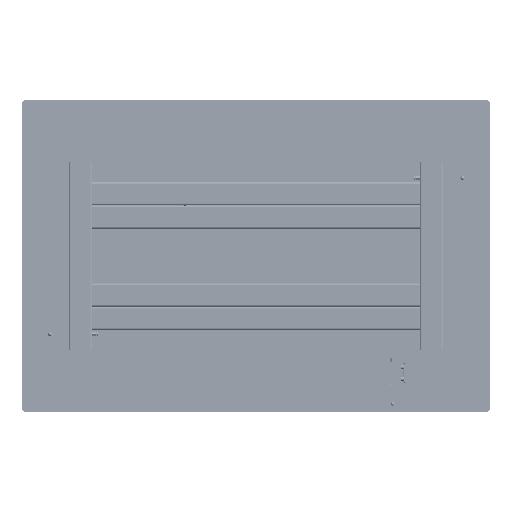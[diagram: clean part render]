
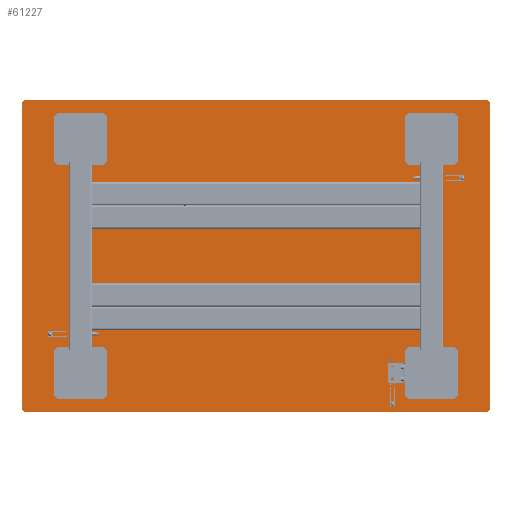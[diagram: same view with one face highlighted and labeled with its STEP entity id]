
A CAD part, front view. The second image highlights one B-rep face of the part: STEP entity #61227.
In plain terms, the highlighted planar face has unit normal (0, -1, 0).
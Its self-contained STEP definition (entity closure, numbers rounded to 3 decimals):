
#1164 = VERTEX_POINT ( 'NONE', #113309 ) ;
#1648 = AXIS2_PLACEMENT_3D ( 'NONE', #100538, #57155, #69868 ) ;
#3538 = CIRCLE ( 'NONE', #86791, 11. ) ;
#5854 = ORIENTED_EDGE ( 'NONE', *, *, #105462, .F. ) ;
#10344 = VECTOR ( 'NONE', #92342, 1000. ) ;
#11233 = DIRECTION ( 'NONE',  ( -1., 0., 0. ) ) ;
#16023 = ORIENTED_EDGE ( 'NONE', *, *, #60626, .F. ) ;
#21341 = CIRCLE ( 'NONE', #1648, 11. ) ;
#30519 = VERTEX_POINT ( 'NONE', #79852 ) ;
#31334 = DIRECTION ( 'NONE',  ( -1., 0., 0. ) ) ;
#33805 = CARTESIAN_POINT ( 'NONE',  ( 597.017, 300.967, 481.635 ) ) ;
#35075 = VERTEX_POINT ( 'NONE', #88958 ) ;
#36141 = CARTESIAN_POINT ( 'NONE',  ( 586.017, 300.967, 1270.635 ) ) ;
#38480 = LINE ( 'NONE', #46892, #41681 ) ;
#38827 = CARTESIAN_POINT ( 'NONE',  ( 586.017, 300.967, 1259.635 ) ) ;
#39408 = VECTOR ( 'NONE', #121404, 1000. ) ;
#39605 = EDGE_CURVE ( 'NONE', #117338, #127905, #38480, .T. ) ;
#41253 = DIRECTION ( 'NONE',  ( 0., 1., 0. ) ) ;
#41681 = VECTOR ( 'NONE', #111448, 1000. ) ;
#41722 = CARTESIAN_POINT ( 'NONE',  ( 586.017, 300.967, 481.635 ) ) ;
#42665 = AXIS2_PLACEMENT_3D ( 'NONE', #65623, #87757, #107581 ) ;
#43713 = EDGE_CURVE ( 'NONE', #35075, #104181, #67786, .T. ) ;
#45095 = LINE ( 'NONE', #74962, #55201 ) ;
#45217 = CIRCLE ( 'NONE', #50598, 11. ) ;
#46892 = CARTESIAN_POINT ( 'NONE',  ( -591.983, 300.967, 1270.635 ) ) ;
#47822 = FACE_OUTER_BOUND ( 'NONE', #103942, .T. ) ;
#48037 = AXIS2_PLACEMENT_3D ( 'NONE', #38827, #59562, #125553 ) ;
#48743 = ORIENTED_EDGE ( 'NONE', *, *, #43713, .F. ) ;
#49434 = CARTESIAN_POINT ( 'NONE',  ( 597.017, 300.967, 1259.635 ) ) ;
#50598 = AXIS2_PLACEMENT_3D ( 'NONE', #121568, #109800, #120663 ) ;
#51864 = CARTESIAN_POINT ( 'NONE',  ( -591.983, 300.967, 470.635 ) ) ;
#54124 = ORIENTED_EDGE ( 'NONE', *, *, #133304, .F. ) ;
#55201 = VECTOR ( 'NONE', #11233, 1000. ) ;
#55858 = EDGE_CURVE ( 'NONE', #119757, #122511, #45217, .T. ) ;
#57155 = DIRECTION ( 'NONE',  ( 0., 1., 0. ) ) ;
#59562 = DIRECTION ( 'NONE',  ( 0., 1., 0. ) ) ;
#60626 = EDGE_CURVE ( 'NONE', #122511, #1164, #74849, .T. ) ;
#61227 = ADVANCED_FACE ( 'NONE', ( #47822 ), #66099, .T. ) ;
#65623 = CARTESIAN_POINT ( 'NONE',  ( 586.017, 300.967, 481.635 ) ) ;
#66099 = PLANE ( 'NONE',  #42665 ) ;
#67786 = LINE ( 'NONE', #49434, #10344 ) ;
#67983 = CIRCLE ( 'NONE', #48037, 11. ) ;
#68577 = CARTESIAN_POINT ( 'NONE',  ( -602.983, 300.967, 481.635 ) ) ;
#69868 = DIRECTION ( 'NONE',  ( -1., 0., 0. ) ) ;
#74849 = LINE ( 'NONE', #86039, #39408 ) ;
#74962 = CARTESIAN_POINT ( 'NONE',  ( -591.983, 300.967, 470.635 ) ) ;
#79852 = CARTESIAN_POINT ( 'NONE',  ( 586.017, 300.967, 470.635 ) ) ;
#86039 = CARTESIAN_POINT ( 'NONE',  ( -602.983, 300.967, 1259.635 ) ) ;
#86791 = AXIS2_PLACEMENT_3D ( 'NONE', #41722, #41253, #31334 ) ;
#87757 = DIRECTION ( 'NONE',  ( 0., -1., 0. ) ) ;
#88958 = CARTESIAN_POINT ( 'NONE',  ( 597.017, 300.967, 1259.635 ) ) ;
#89335 = ORIENTED_EDGE ( 'NONE', *, *, #96625, .F. ) ;
#92342 = DIRECTION ( 'NONE',  ( 0., 0., -1. ) ) ;
#96625 = EDGE_CURVE ( 'NONE', #127905, #35075, #67983, .T. ) ;
#100538 = CARTESIAN_POINT ( 'NONE',  ( -591.983, 300.967, 1259.635 ) ) ;
#103942 = EDGE_LOOP ( 'NONE', ( #5854, #48743, #89335, #129023, #54124, #16023, #114375, #121910 ) ) ;
#104181 = VERTEX_POINT ( 'NONE', #33805 ) ;
#105462 = EDGE_CURVE ( 'NONE', #104181, #30519, #3538, .T. ) ;
#107581 = DIRECTION ( 'NONE',  ( -1., 0., 0. ) ) ;
#109800 = DIRECTION ( 'NONE',  ( 0., 1., 0. ) ) ;
#111448 = DIRECTION ( 'NONE',  ( 1., 0., 0. ) ) ;
#113309 = CARTESIAN_POINT ( 'NONE',  ( -602.983, 300.967, 1259.635 ) ) ;
#114375 = ORIENTED_EDGE ( 'NONE', *, *, #55858, .F. ) ;
#117338 = VERTEX_POINT ( 'NONE', #127623 ) ;
#119757 = VERTEX_POINT ( 'NONE', #51864 ) ;
#120663 = DIRECTION ( 'NONE',  ( -1., 0., 0. ) ) ;
#121404 = DIRECTION ( 'NONE',  ( 0., 0., 1. ) ) ;
#121568 = CARTESIAN_POINT ( 'NONE',  ( -591.983, 300.967, 481.635 ) ) ;
#121910 = ORIENTED_EDGE ( 'NONE', *, *, #133710, .F. ) ;
#122511 = VERTEX_POINT ( 'NONE', #68577 ) ;
#125553 = DIRECTION ( 'NONE',  ( 1., 0., 0. ) ) ;
#127623 = CARTESIAN_POINT ( 'NONE',  ( -591.983, 300.967, 1270.635 ) ) ;
#127905 = VERTEX_POINT ( 'NONE', #36141 ) ;
#129023 = ORIENTED_EDGE ( 'NONE', *, *, #39605, .F. ) ;
#133304 = EDGE_CURVE ( 'NONE', #1164, #117338, #21341, .T. ) ;
#133710 = EDGE_CURVE ( 'NONE', #30519, #119757, #45095, .T. ) ;
